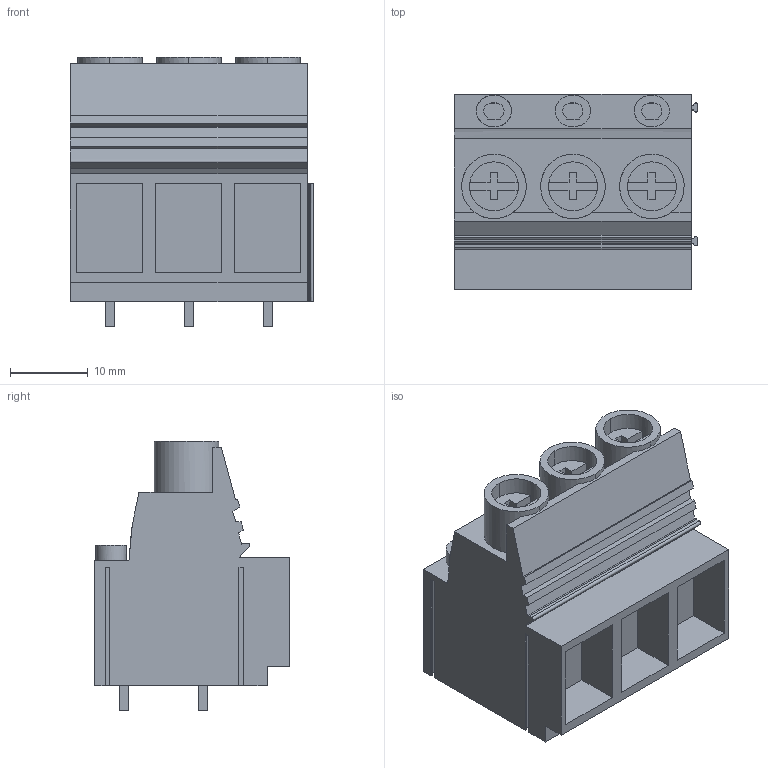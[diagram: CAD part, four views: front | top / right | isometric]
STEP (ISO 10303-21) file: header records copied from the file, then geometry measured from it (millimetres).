
FILE_DESCRIPTION(('CATIA V5 STEP Exchange','CAx-IF Rec.Pracs.--- Model Styling and Organization---1.2---2011-12-15'),'2;1');
FILE_NAME ('D1452722_0_1538040000_1538040000.stp','2018-03-22T17:27:50+00:00',('none'),('Weidmueller'),'CATIA Version 5-6 Release 2014','CATIA V5 STEP AP214','none');
FILE_SCHEMA(('AUTOMOTIVE_DESIGN { 1 0 10303 214 1 1 1 1 }'));
Length unit declared in the file: millimetre
Products named in the file (1): 1538040000
Bounding box: 31.28 x 25.07 x 34.7 mm (x, y, z)
Volume: 14273.9 mm3; surface area: 7297.9 mm2
Topology: 10 solids, 10 shells, 305 faces, 825 edges, 555 vertices
Faces by surface type: plane 247, cylinder 49, extrusion 9
Entity records: 9466 total; most frequent: CARTESIAN_POINT 2080, ORIENTED_EDGE 1650, DIRECTION 1252, EDGE_CURVE 825, VECTOR 700, LINE 691, VERTEX_POINT 555, AXIS2_PLACEMENT_3D 327
